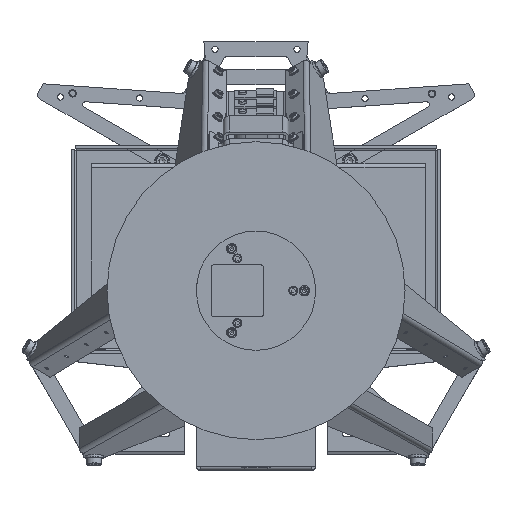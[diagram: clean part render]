
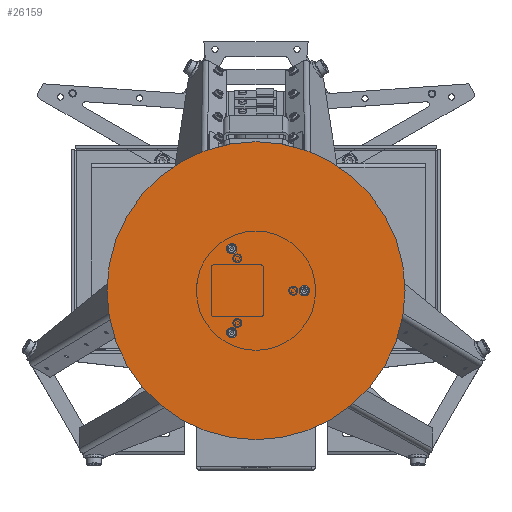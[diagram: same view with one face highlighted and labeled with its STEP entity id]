
A CAD part, top view. The second image highlights one B-rep face of the part: STEP entity #26159.
In plain terms, the highlighted face is planar.
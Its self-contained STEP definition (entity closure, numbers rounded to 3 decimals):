
#26028=CARTESIAN_POINT('',(26.546,16.25,0.0));
#26029=VERTEX_POINT('',#26028);
#26030=CARTESIAN_POINT('',(28.146,16.25,0.0));
#26031=DIRECTION('',(0.0,0.0,1.0));
#26032=DIRECTION('',(-1.0,0.0,0.0));
#26033=AXIS2_PLACEMENT_3D('',#26030,#26031,#26032);
#26034=CIRCLE('',#26033,1.6);
#26035=EDGE_CURVE('',#26029,#26029,#26034,.T.);
#26056=CARTESIAN_POINT('',(-29.746,16.25,0.0));
#26057=VERTEX_POINT('',#26056);
#26058=CARTESIAN_POINT('',(-28.146,16.25,0.0));
#26059=DIRECTION('',(0.0,0.0,1.0));
#26060=DIRECTION('',(-1.0,0.0,0.0));
#26061=AXIS2_PLACEMENT_3D('',#26058,#26059,#26060);
#26062=CIRCLE('',#26061,1.6);
#26063=EDGE_CURVE('',#26057,#26057,#26062,.T.);
#26084=CARTESIAN_POINT('',(-1.6,-32.5,0.0));
#26085=VERTEX_POINT('',#26084);
#26086=CARTESIAN_POINT('',(0.,-32.5,0.0));
#26087=DIRECTION('',(0.0,0.0,1.0));
#26088=DIRECTION('',(-1.0,0.0,0.0));
#26089=AXIS2_PLACEMENT_3D('',#26086,#26087,#26088);
#26090=CIRCLE('',#26089,1.6);
#26091=EDGE_CURVE('',#26085,#26085,#26090,.T.);
#26112=CARTESIAN_POINT('',(100.,0.,0.0));
#26113=VERTEX_POINT('',#26112);
#26114=CARTESIAN_POINT('',(0.,0.,0.0));
#26115=DIRECTION('',(0.0,0.0,-1.0));
#26116=DIRECTION('',(-1.0,0.0,0.0));
#26117=AXIS2_PLACEMENT_3D('',#26114,#26115,#26116);
#26118=CIRCLE('',#26117,100.0);
#26119=EDGE_CURVE('',#26113,#26113,#26118,.T.);
#26142=CARTESIAN_POINT('',(0.,0.,0.0));
#26143=DIRECTION('',(0.0,0.0,-1.0));
#26144=DIRECTION('',(-1.0,0.0,0.0));
#26145=AXIS2_PLACEMENT_3D('',#26142,#26143,#26144);
#26146=PLANE('',#26145);
#26147=ORIENTED_EDGE('',*,*,#26119,.T.);
#26148=EDGE_LOOP('',(#26147));
#26149=FACE_OUTER_BOUND('',#26148,.T.);
#26150=ORIENTED_EDGE('',*,*,#26035,.T.);
#26151=EDGE_LOOP('',(#26150));
#26152=FACE_BOUND('',#26151,.T.);
#26153=ORIENTED_EDGE('',*,*,#26063,.T.);
#26154=EDGE_LOOP('',(#26153));
#26155=FACE_BOUND('',#26154,.T.);
#26156=ORIENTED_EDGE('',*,*,#26091,.T.);
#26157=EDGE_LOOP('',(#26156));
#26158=FACE_BOUND('',#26157,.T.);
#26159=ADVANCED_FACE('',(#26149,#26152,#26155,#26158),#26146,.T.);
